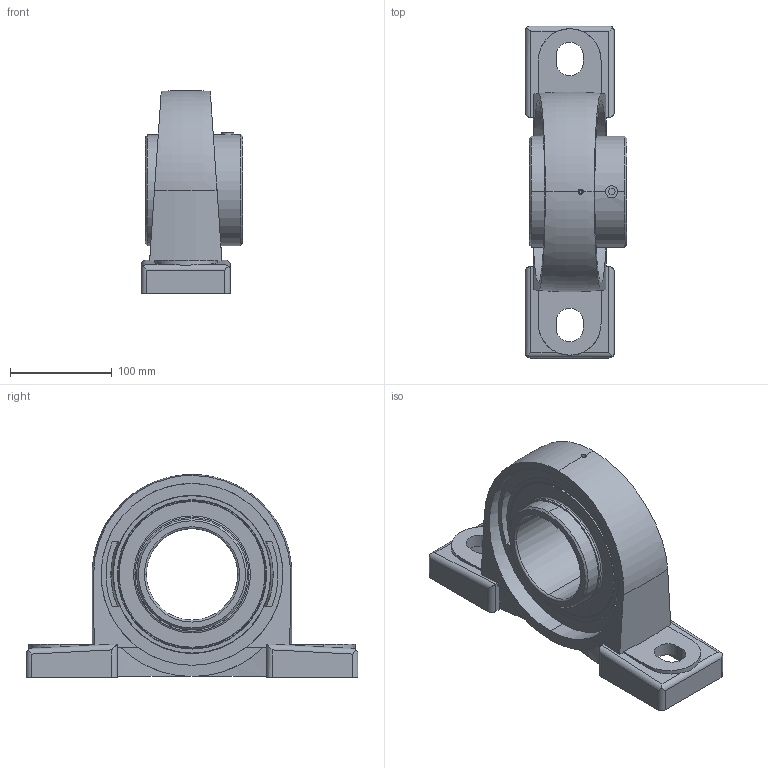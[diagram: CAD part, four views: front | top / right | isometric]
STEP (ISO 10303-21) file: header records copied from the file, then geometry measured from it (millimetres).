
FILE_DESCRIPTION (( 'STEP AP214' ), '1' );
FILE_NAME ('Ïîäøèïíèê UCP218(d90).STEP', '2024-04-27T17:27:45', ( 'Riskov' ), ( '' ), 'SwSTEP 2.0', 'SolidWorks 2021', '' );
FILE_SCHEMA (( 'AUTOMOTIVE_DESIGN' ));
Length unit declared in the file: millimetre
Products named in the file (1): Ïîäøèïíèê UCP218(d90)
Bounding box: 100.3 x 327 x 199.99 mm (x, y, z)
Volume: 1572286.5 mm3; surface area: 358967.8 mm2
Topology: 14 solids, 14 shells, 296 faces, 775 edges, 497 vertices
Faces by surface type: plane 102, cylinder 93, cone 50, torus 28, sphere 23
Entity records: 11762 total; most frequent: CARTESIAN_POINT 4402, DIRECTION 1589, ORIENTED_EDGE 1458, EDGE_CURVE 729, AXIS2_PLACEMENT_3D 646, VERTEX_POINT 473, CIRCLE 349, EDGE_LOOP 336
